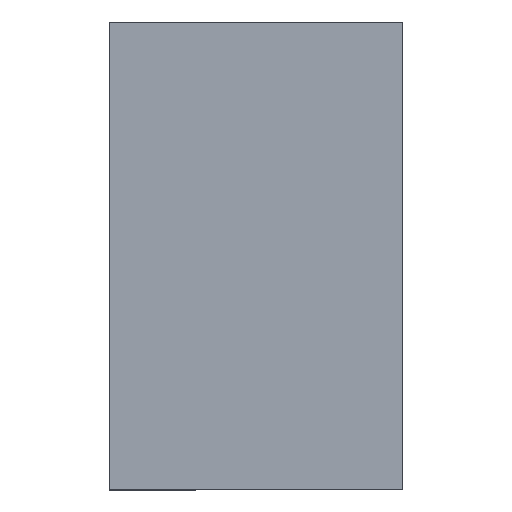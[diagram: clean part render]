
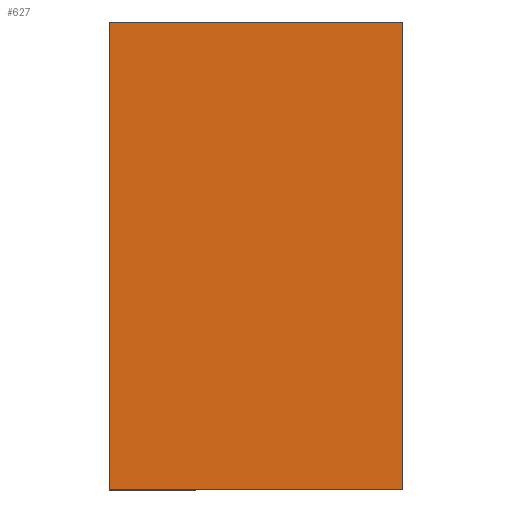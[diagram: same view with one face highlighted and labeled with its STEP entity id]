
A CAD part, top view. The second image highlights one B-rep face of the part: STEP entity #627.
In plain terms, the highlighted planar face has unit normal (0, 0, 1).
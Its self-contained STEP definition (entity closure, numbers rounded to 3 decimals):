
#27=PLANE('',#716);
#79=FACE_OUTER_BOUND('',#117,.T.);
#117=EDGE_LOOP('',(#571,#572,#573,#574));
#152=LINE('',#1132,#199);
#160=LINE('',#1147,#207);
#162=LINE('',#1152,#209);
#164=LINE('',#1155,#211);
#199=VECTOR('',#889,10.);
#207=VECTOR('',#903,10.);
#209=VECTOR('',#909,10.);
#211=VECTOR('',#913,10.);
#298=VERTEX_POINT('',#1129);
#299=VERTEX_POINT('',#1131);
#303=VERTEX_POINT('',#1146);
#304=VERTEX_POINT('',#1151);
#382=EDGE_CURVE('',#299,#298,#152,.T.);
#390=EDGE_CURVE('',#303,#299,#160,.T.);
#392=EDGE_CURVE('',#304,#303,#162,.T.);
#394=EDGE_CURVE('',#298,#304,#164,.T.);
#571=ORIENTED_EDGE('',*,*,#382,.T.);
#572=ORIENTED_EDGE('',*,*,#394,.T.);
#573=ORIENTED_EDGE('',*,*,#392,.T.);
#574=ORIENTED_EDGE('',*,*,#390,.T.);
#627=ADVANCED_FACE('',(#79),#27,.T.);
#716=AXIS2_PLACEMENT_3D('',#1156,#914,#915);
#889=DIRECTION('',(0.,1.,0.));
#903=DIRECTION('',(1.,0.,0.));
#909=DIRECTION('',(0.,-1.,0.));
#913=DIRECTION('',(-1.,0.,0.));
#914=DIRECTION('center_axis',(0.,0.,
1.));
#915=DIRECTION('ref_axis',(0.,-1.,0.));
#1129=CARTESIAN_POINT('',(102.26,30.,10.));
#1131=CARTESIAN_POINT('',(102.26,-5.,10.));
#1132=CARTESIAN_POINT('',(102.26,30.,10.));
#1146=CARTESIAN_POINT('',(80.26,-5.,10.));
#1147=CARTESIAN_POINT('',(102.26,-5.,10.));
#1151=CARTESIAN_POINT('',(80.26,30.,10.));
#1152=CARTESIAN_POINT('',(80.26,-5.,10.));
#1155=CARTESIAN_POINT('',(80.26,30.,10.));
#1156=CARTESIAN_POINT('Origin',(91.26,12.5,10.));
